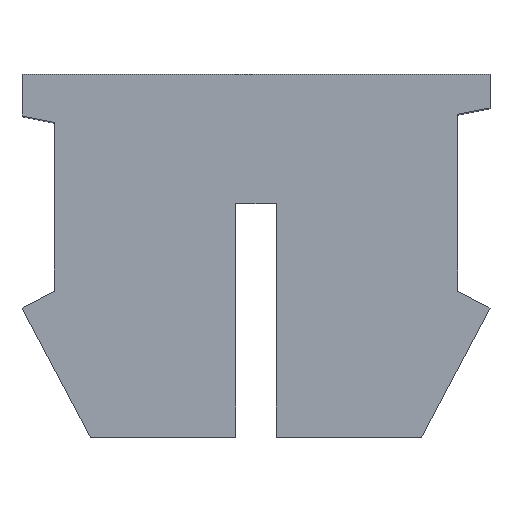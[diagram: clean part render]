
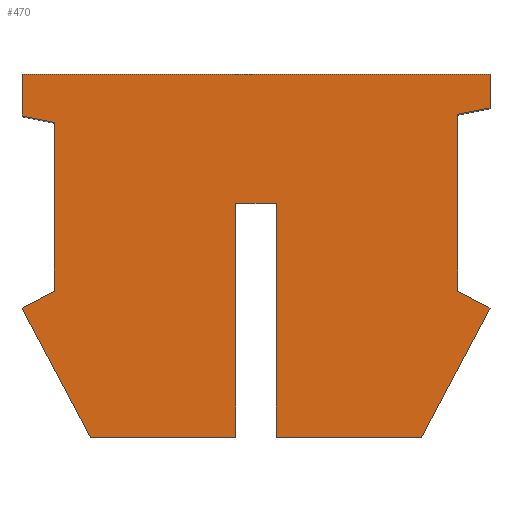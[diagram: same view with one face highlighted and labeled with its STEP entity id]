
A CAD part, top view. The second image highlights one B-rep face of the part: STEP entity #470.
In plain terms, the highlighted planar face has unit normal (0, 0, 1).
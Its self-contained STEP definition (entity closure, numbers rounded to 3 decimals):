
#110=ORIENTED_EDGE('',*,*,#175,.T.);
#111=ORIENTED_EDGE('',*,*,#179,.T.);
#112=ORIENTED_EDGE('',*,*,#181,.T.);
#113=ORIENTED_EDGE('',*,*,#161,.T.);
#114=ORIENTED_EDGE('',*,*,#184,.T.);
#115=ORIENTED_EDGE('',*,*,#168,.T.);
#116=ORIENTED_EDGE('',*,*,#188,.T.);
#117=ORIENTED_EDGE('',*,*,#191,.T.);
#118=ORIENTED_EDGE('',*,*,#194,.T.);
#119=ORIENTED_EDGE('',*,*,#197,.T.);
#120=ORIENTED_EDGE('',*,*,#200,.T.);
#121=ORIENTED_EDGE('',*,*,#203,.T.);
#122=ORIENTED_EDGE('',*,*,#207,.T.);
#123=ORIENTED_EDGE('',*,*,#210,.T.);
#124=ORIENTED_EDGE('',*,*,#213,.T.);
#125=ORIENTED_EDGE('',*,*,#215,.T.);
#161=EDGE_CURVE('',#225,#224,#267,.T.);
#168=EDGE_CURVE('',#231,#230,#273,.T.);
#175=EDGE_CURVE('',#237,#236,#280,.T.);
#179=EDGE_CURVE('',#236,#239,#284,.T.);
#181=EDGE_CURVE('',#239,#225,#285,.T.);
#184=EDGE_CURVE('',#224,#231,#287,.T.);
#188=EDGE_CURVE('',#230,#241,#290,.T.);
#191=EDGE_CURVE('',#241,#243,#293,.T.);
#194=EDGE_CURVE('',#243,#245,#296,.T.);
#197=EDGE_CURVE('',#245,#247,#299,.T.);
#200=EDGE_CURVE('',#247,#249,#302,.T.);
#203=EDGE_CURVE('',#249,#251,#305,.T.);
#207=EDGE_CURVE('',#251,#254,#308,.T.);
#210=EDGE_CURVE('',#254,#256,#311,.T.);
#213=EDGE_CURVE('',#256,#258,#314,.T.);
#215=EDGE_CURVE('',#258,#237,#316,.T.);
#224=VERTEX_POINT('',#654);
#225=VERTEX_POINT('',#656);
#230=VERTEX_POINT('',#669);
#231=VERTEX_POINT('',#671);
#236=VERTEX_POINT('',#684);
#237=VERTEX_POINT('',#686);
#239=VERTEX_POINT('',#692);
#241=VERTEX_POINT('',#706);
#243=VERTEX_POINT('',#712);
#245=VERTEX_POINT('',#718);
#247=VERTEX_POINT('',#724);
#249=VERTEX_POINT('',#730);
#251=VERTEX_POINT('',#736);
#254=VERTEX_POINT('',#744);
#256=VERTEX_POINT('',#750);
#258=VERTEX_POINT('',#756);
#267=LINE('',#655,#323);
#273=LINE('',#670,#329);
#280=LINE('',#685,#336);
#284=LINE('',#693,#340);
#285=LINE('',#696,#341);
#287=LINE('',#700,#343);
#290=LINE('',#707,#346);
#293=LINE('',#713,#349);
#296=LINE('',#719,#352);
#299=LINE('',#725,#355);
#302=LINE('',#731,#358);
#305=LINE('',#737,#361);
#308=LINE('',#745,#364);
#311=LINE('',#751,#367);
#314=LINE('',#757,#370);
#316=LINE('',#760,#372);
#323=VECTOR('',#531,1000.);
#329=VECTOR('',#543,1000.);
#336=VECTOR('',#554,1000.);
#340=VECTOR('',#560,1000.);
#341=VECTOR('',#565,1000.);
#343=VECTOR('',#571,1000.);
#346=VECTOR('',#578,1000.);
#349=VECTOR('',#583,1000.);
#352=VECTOR('',#588,1000.);
#355=VECTOR('',#593,1000.);
#358=VECTOR('',#598,1000.);
#361=VECTOR('',#603,1000.);
#364=VECTOR('',#610,1000.);
#367=VECTOR('',#615,1000.);
#370=VECTOR('',#620,1000.);
#372=VECTOR('',#624,1000.);
#393=EDGE_LOOP('',(#110,#111,#112,#113,#114,#115,#116,#117,#118,#119,#120,
#121,#122,#123,#124,#125));
#421=FACE_BOUND('',#393,.T.);
#448=PLANE('',#512);
#470=ADVANCED_FACE('',(#421),#448,.T.);
#512=AXIS2_PLACEMENT_3D('',#761,#625,#626);
#531=DIRECTION('',(0.,1.,0.));
#543=DIRECTION('',(0.,-1.,0.));
#554=DIRECTION('',(-0.885,-0.465,0.));
#560=DIRECTION('',(0.469,-0.883,0.));
#565=DIRECTION('',(1.,0.,0.));
#571=DIRECTION('',(1.,0.,0.));
#578=DIRECTION('',(1.,0.,0.));
#583=DIRECTION('',(0.469,0.883,0.));
#588=DIRECTION('',(-0.885,0.465,0.));
#593=DIRECTION('',(0.,1.,0.));
#598=DIRECTION('',(0.981,0.195,0.));
#603=DIRECTION('',(0.,1.,0.));
#610=DIRECTION('',(-1.,0.,0.));
#615=DIRECTION('',(0.,-1.,0.));
#620=DIRECTION('',(0.981,-0.195,0.));
#624=DIRECTION('',(0.,-1.,0.));
#625=DIRECTION('',(0.,0.,1.));
#626=DIRECTION('',(1.,0.,0.));
#654=CARTESIAN_POINT('',(-0.5,1.4,6.));
#655=CARTESIAN_POINT('',(-0.5,-4.4,6.));
#656=CARTESIAN_POINT('',(-0.5,-4.4,6.));
#669=CARTESIAN_POINT('',(0.5,-4.4,6.));
#670=CARTESIAN_POINT('',(0.5,1.4,6.));
#671=CARTESIAN_POINT('',(0.5,1.4,6.));
#684=CARTESIAN_POINT('',(-5.8,-1.2,6.));
#685=CARTESIAN_POINT('',(-5.,-0.78,6.));
#686=CARTESIAN_POINT('',(-5.,-0.78,6.));
#692=CARTESIAN_POINT('',(-4.1,-4.4,6.));
#693=CARTESIAN_POINT('',(-5.8,-1.2,6.));
#696=CARTESIAN_POINT('',(-4.1,-4.4,6.));
#700=CARTESIAN_POINT('',(-0.5,1.4,6.));
#706=CARTESIAN_POINT('',(4.1,-4.4,6.));
#707=CARTESIAN_POINT('',(0.5,-4.4,6.));
#712=CARTESIAN_POINT('',(5.8,-1.2,6.));
#713=CARTESIAN_POINT('',(4.1,-4.4,6.));
#718=CARTESIAN_POINT('',(5.,-0.78,6.));
#719=CARTESIAN_POINT('',(5.8,-1.2,6.));
#724=CARTESIAN_POINT('',(5.,3.6,6.));
#725=CARTESIAN_POINT('',(5.,-0.78,6.));
#730=CARTESIAN_POINT('',(5.8,3.759,6.));
#731=CARTESIAN_POINT('',(5.,3.6,6.));
#736=CARTESIAN_POINT('',(5.8,4.6,6.));
#737=CARTESIAN_POINT('',(5.8,3.759,6.));
#744=CARTESIAN_POINT('',(-5.8,4.6,6.));
#745=CARTESIAN_POINT('',(5.8,4.6,6.));
#750=CARTESIAN_POINT('',(-5.8,3.559,6.));
#751=CARTESIAN_POINT('',(-5.8,4.6,6.));
#756=CARTESIAN_POINT('',(-5.,3.4,6.));
#757=CARTESIAN_POINT('',(-5.8,3.559,6.));
#760=CARTESIAN_POINT('',(-5.,3.4,6.));
#761=CARTESIAN_POINT('',(0.,0.,6.));
